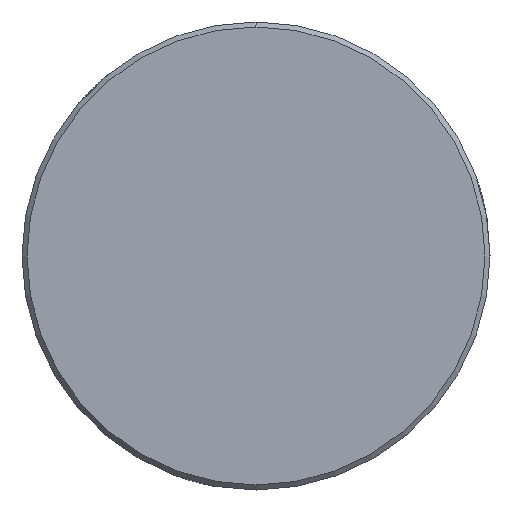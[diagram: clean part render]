
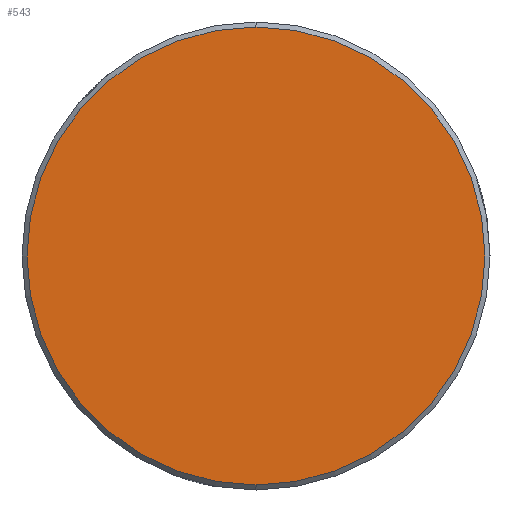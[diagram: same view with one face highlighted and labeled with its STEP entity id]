
A CAD part, left-side view. The second image highlights one B-rep face of the part: STEP entity #543.
In plain terms, the highlighted planar face has unit normal (-1, 0, 0).
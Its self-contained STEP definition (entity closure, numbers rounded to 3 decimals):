
#86 = PLANE ( 'NONE',  #398 ) ;
#137 = VERTEX_POINT ( 'NONE', #977 ) ;
#253 = DIRECTION ( 'NONE',  ( -1., 0., 0. ) ) ;
#254 = AXIS2_PLACEMENT_3D ( 'NONE', #415, #505, #1012 ) ;
#340 = CARTESIAN_POINT ( 'NONE',  ( -45.47, 0., 0. ) ) ;
#362 = FACE_OUTER_BOUND ( 'NONE', #564, .T. ) ;
#398 = AXIS2_PLACEMENT_3D ( 'NONE', #781, #864, #433 ) ;
#406 = VERTEX_POINT ( 'NONE', #1017 ) ;
#415 = CARTESIAN_POINT ( 'NONE',  ( -45.47, 0., 0. ) ) ;
#433 = DIRECTION ( 'NONE',  ( 0., 0., 1. ) ) ;
#505 = DIRECTION ( 'NONE',  ( -1., 0., 0. ) ) ;
#543 = ADVANCED_FACE ( 'NONE', ( #362 ), #86, .T. ) ;
#564 = EDGE_LOOP ( 'NONE', ( #871, #821 ) ) ;
#660 = EDGE_CURVE ( 'NONE', #406, #137, #1051, .T. ) ;
#717 = CIRCLE ( 'NONE', #1056, 13.7 ) ;
#781 = CARTESIAN_POINT ( 'NONE',  ( -45.47, -13.864, -13.864 ) ) ;
#791 = EDGE_CURVE ( 'NONE', #137, #406, #717, .T. ) ;
#821 = ORIENTED_EDGE ( 'NONE', *, *, #660, .T. ) ;
#864 = DIRECTION ( 'NONE',  ( -1., 0., 0. ) ) ;
#871 = ORIENTED_EDGE ( 'NONE', *, *, #791, .T. ) ;
#944 = DIRECTION ( 'NONE',  ( 0., 0., -1. ) ) ;
#977 = CARTESIAN_POINT ( 'NONE',  ( -45.47, 0., -13.7 ) ) ;
#1012 = DIRECTION ( 'NONE',  ( 0., 0., -1. ) ) ;
#1017 = CARTESIAN_POINT ( 'NONE',  ( -45.47, 0., 13.7 ) ) ;
#1051 = CIRCLE ( 'NONE', #254, 13.7 ) ;
#1056 = AXIS2_PLACEMENT_3D ( 'NONE', #340, #253, #944 ) ;
